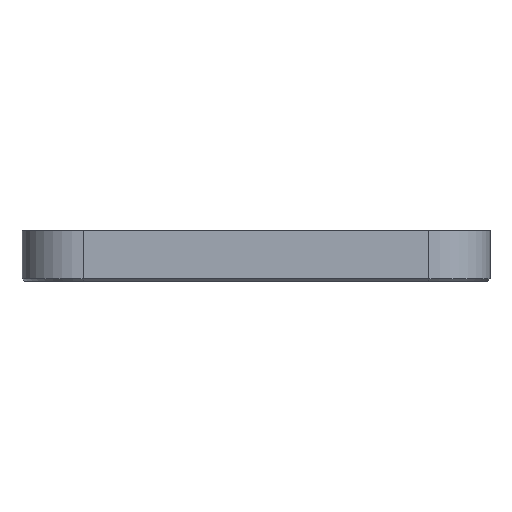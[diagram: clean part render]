
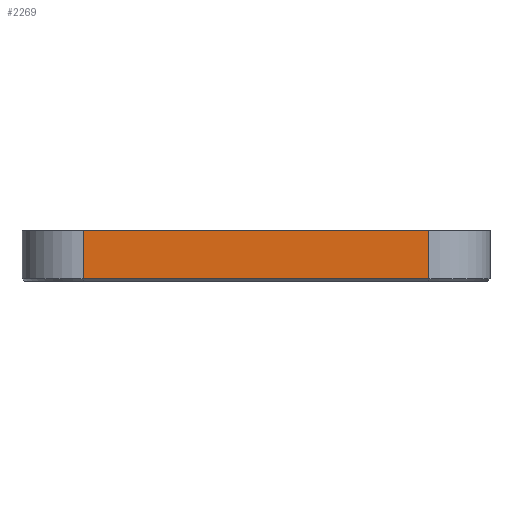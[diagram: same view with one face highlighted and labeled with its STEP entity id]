
A CAD part, front view. The second image highlights one B-rep face of the part: STEP entity #2269.
In plain terms, the highlighted planar face has unit normal (0, -1, 0).
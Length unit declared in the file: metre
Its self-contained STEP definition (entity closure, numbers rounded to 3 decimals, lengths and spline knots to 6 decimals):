
#101=LINE('',#3399,#319);
#196=LINE('',#3716,#414);
#197=LINE('',#3720,#415);
#198=LINE('',#3722,#416);
#319=VECTOR('',#2678,1.);
#414=VECTOR('',#2949,1.);
#415=VECTOR('',#2954,1.);
#416=VECTOR('',#2955,1.);
#735=ORIENTED_EDGE('',*,*,#1371,.F.);
#736=ORIENTED_EDGE('',*,*,#1372,.T.);
#737=ORIENTED_EDGE('',*,*,#1369,.T.);
#738=ORIENTED_EDGE('',*,*,#1211,.F.);
#1211=EDGE_CURVE('',#1543,#1544,#101,.T.);
#1369=EDGE_CURVE('',#1678,#1544,#196,.T.);
#1371=EDGE_CURVE('',#1679,#1543,#197,.T.);
#1372=EDGE_CURVE('',#1679,#1678,#198,.T.);
#1543=VERTEX_POINT('',#3398);
#1544=VERTEX_POINT('',#3400);
#1678=VERTEX_POINT('',#3717);
#1679=VERTEX_POINT('',#3721);
#1870=EDGE_LOOP('',(#735,#736,#737,#738));
#2039=FACE_BOUND('',#1870,.T.);
#2183=PLANE('',#2498);
#2269=ADVANCED_FACE('',(#2039),#2183,.T.);
#2498=AXIS2_PLACEMENT_3D('',#3719,#2952,#2953);
#2678=DIRECTION('',(1.,0.,0.));
#2949=DIRECTION('',(0.,0.,1.));
#2952=DIRECTION('',(0.,-1.,0.));
#2953=DIRECTION('',(1.,0.,0.));
#2954=DIRECTION('',(0.,0.,1.));
#2955=DIRECTION('',(1.,0.,0.));
#3398=CARTESIAN_POINT('',(-0.016975,0.,0.005));
#3399=CARTESIAN_POINT('',(0.,0.,0.005));
#3400=CARTESIAN_POINT('',(0.016975,0.,0.005));
#3716=CARTESIAN_POINT('',(0.016975,0.,0.));
#3717=CARTESIAN_POINT('',(0.016975,0.,0.00025));
#3719=CARTESIAN_POINT('',(0.,0.,0.));
#3720=CARTESIAN_POINT('',(-0.016975,0.,0.));
#3721=CARTESIAN_POINT('',(-0.016975,0.,0.00025));
#3722=CARTESIAN_POINT('',(0.,0.,0.00025));
